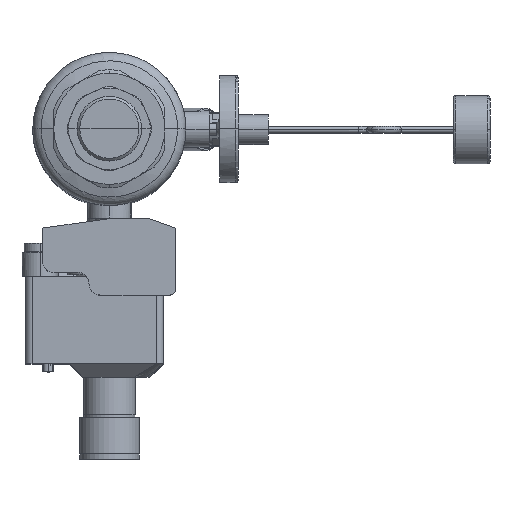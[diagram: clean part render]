
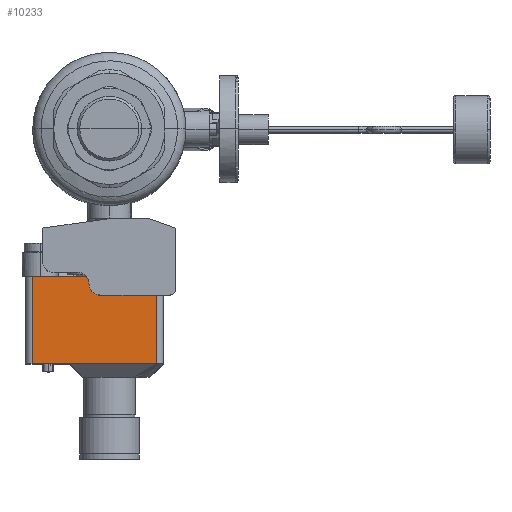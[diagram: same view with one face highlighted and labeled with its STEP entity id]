
A CAD part, top view. The second image highlights one B-rep face of the part: STEP entity #10233.
In plain terms, the highlighted planar face has unit normal (0, 0, 1).
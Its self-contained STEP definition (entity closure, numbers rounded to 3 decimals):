
#853=PLANE($,#11236);
#1362=FACE_OUTER_BOUND($,#2008,.T.);
#2008=EDGE_LOOP($,(#8483,#8484,#8485,#8486,#8487,#8488));
#2639=LINE($,#17807,#3303);
#2657=LINE($,#18010,#3321);
#2670=LINE($,#18040,#3334);
#2671=LINE($,#18043,#3335);
#2672=LINE($,#18044,#3336);
#2673=LINE($,#18045,#3337);
#3303=VECTOR($,#13429,65.);
#3321=VECTOR($,#13517,13.826);
#3334=VECTOR($,#13548,65.);
#3335=VECTOR($,#13551,65.);
#3336=VECTOR($,#13552,79.174);
#3337=VECTOR($,#13553,28.);
#4654=VERTEX_POINT($,#17797);
#4657=VERTEX_POINT($,#17805);
#4683=VERTEX_POINT($,#17993);
#4687=VERTEX_POINT($,#18008);
#4695=VERTEX_POINT($,#18038);
#4696=VERTEX_POINT($,#18042);
#5950=EDGE_CURVE($,#4654,#4657,#2639,.T.);
#5995=EDGE_CURVE($,#4683,#4687,#2657,.T.);
#6011=EDGE_CURVE($,#4687,#4695,#2670,.T.);
#6012=EDGE_CURVE($,#4696,#4657,#2671,.T.);
#6013=EDGE_CURVE($,#4683,#4696,#2672,.T.);
#6014=EDGE_CURVE($,#4654,#4695,#2673,.T.);
#8483=ORIENTED_EDGE($,*,*,#6012,.F.);
#8484=ORIENTED_EDGE($,*,*,#6013,.F.);
#8485=ORIENTED_EDGE($,*,*,#5995,.T.);
#8486=ORIENTED_EDGE($,*,*,#6011,.T.);
#8487=ORIENTED_EDGE($,*,*,#6014,.F.);
#8488=ORIENTED_EDGE($,*,*,#5950,.T.);
#10233=ADVANCED_FACE($,(#1362),#853,.T.);
#11236=AXIS2_PLACEMENT_3D($,#18041,#13549,#13550);
#13429=DIRECTION($,(1.,0.,0.));
#13517=DIRECTION($,(-1.,0.,0.));
#13548=DIRECTION($,(0.,-1.,0.));
#13549=DIRECTION('center_axis',(0.,0.,1.));
#13550=DIRECTION('ref_axis',(0.,1.,0.));
#13551=DIRECTION($,(0.,-1.,0.));
#13552=DIRECTION($,(1.,0.,0.));
#13553=DIRECTION($,(-1.,0.,0.));
#17797=CARTESIAN_POINT('',(-29.75,-175.,360.));
#17805=CARTESIAN_POINT('',(35.25,-175.,360.));
#17807=CARTESIAN_POINT($,(-29.75,-175.,360.));
#17993=CARTESIAN_POINT('',(-43.924,-110.,360.));
#18008=CARTESIAN_POINT('',(-57.75,-110.,360.));
#18010=CARTESIAN_POINT($,(-43.924,-110.,360.));
#18038=CARTESIAN_POINT('',(-57.75,-175.,360.));
#18040=CARTESIAN_POINT($,(-57.75,-110.,360.));
#18041=CARTESIAN_POINT('Origin',(35.25,-175.,360.));
#18042=CARTESIAN_POINT('',(35.25,-110.,360.));
#18043=CARTESIAN_POINT($,(35.25,-110.,360.));
#18044=CARTESIAN_POINT($,(-43.924,-110.,360.));
#18045=CARTESIAN_POINT($,(-29.75,-175.,360.));
